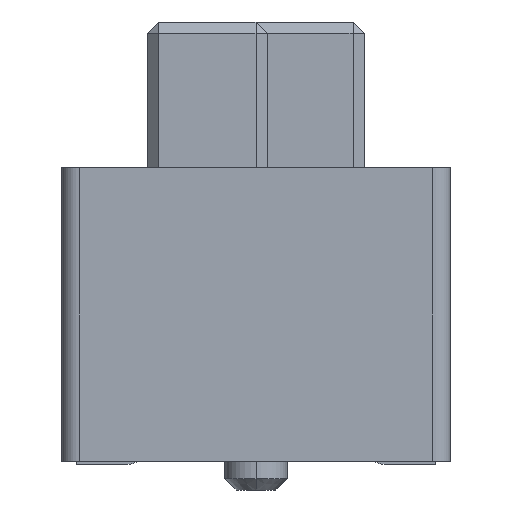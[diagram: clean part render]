
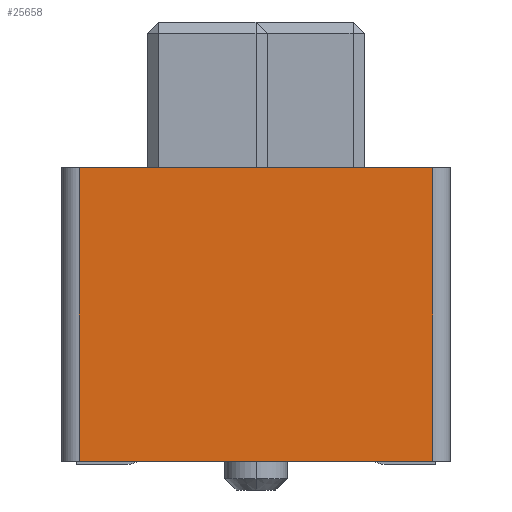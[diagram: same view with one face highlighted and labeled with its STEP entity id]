
A CAD part, left-side view. The second image highlights one B-rep face of the part: STEP entity #25658.
In plain terms, the highlighted planar face has unit normal (-1, 0, 0).
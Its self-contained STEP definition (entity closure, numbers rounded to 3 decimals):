
#117 = LINE ( 'NONE', #10720, #9121 ) ;
#846 = AXIS2_PLACEMENT_3D ( 'NONE', #2910, #5860, #24383 ) ;
#883 = LINE ( 'NONE', #19595, #5612 ) ;
#932 = CARTESIAN_POINT ( 'NONE',  ( -10.9, 3.1, 5.15 ) ) ;
#1261 = EDGE_CURVE ( 'NONE', #34287, #15393, #9809, .T. ) ;
#1867 = EDGE_CURVE ( 'NONE', #15393, #13826, #117, .T. ) ;
#2910 = CARTESIAN_POINT ( 'NONE',  ( -10.9, 2.5, 7.7 ) ) ;
#3105 = DIRECTION ( 'NONE',  ( 0., 0., -1. ) ) ;
#3999 = EDGE_CURVE ( 'NONE', #13826, #26537, #883, .T. ) ;
#5612 = VECTOR ( 'NONE', #17025, 1000. ) ;
#5614 = ORIENTED_EDGE ( 'NONE', *, *, #3999, .F. ) ;
#5860 = DIRECTION ( 'NONE',  ( 1., 0., 0. ) ) ;
#6456 = EDGE_LOOP ( 'NONE', ( #33457, #8363, #25994, #5614 ) ) ;
#7597 = PLANE ( 'NONE',  #846 ) ;
#7741 = CARTESIAN_POINT ( 'NONE',  ( -10.9, -3.1, 0. ) ) ;
#8363 = ORIENTED_EDGE ( 'NONE', *, *, #1261, .F. ) ;
#9121 = VECTOR ( 'NONE', #3105, 1000. ) ;
#9809 = LINE ( 'NONE', #17470, #12966 ) ;
#9828 = FACE_OUTER_BOUND ( 'NONE', #6456, .T. ) ;
#10720 = CARTESIAN_POINT ( 'NONE',  ( -10.9, -3.1, 5.15 ) ) ;
#10884 = CARTESIAN_POINT ( 'NONE',  ( -10.9, 3.1, 5.15 ) ) ;
#11338 = VECTOR ( 'NONE', #22442, 1000. ) ;
#12966 = VECTOR ( 'NONE', #33235, 1000. ) ;
#13826 = VERTEX_POINT ( 'NONE', #7741 ) ;
#14115 = LINE ( 'NONE', #932, #11338 ) ;
#14872 = CARTESIAN_POINT ( 'NONE',  ( -10.9, -3.1, 5.15 ) ) ;
#15393 = VERTEX_POINT ( 'NONE', #14872 ) ;
#17025 = DIRECTION ( 'NONE',  ( 0., 1., 0. ) ) ;
#17470 = CARTESIAN_POINT ( 'NONE',  ( -10.9, 3.1, 5.15 ) ) ;
#19514 = CARTESIAN_POINT ( 'NONE',  ( -10.9, 3.1, 0. ) ) ;
#19595 = CARTESIAN_POINT ( 'NONE',  ( -10.9, 2.5, 0. ) ) ;
#21616 = EDGE_CURVE ( 'NONE', #34287, #26537, #14115, .T. ) ;
#22442 = DIRECTION ( 'NONE',  ( 0., 0., -1. ) ) ;
#24383 = DIRECTION ( 'NONE',  ( 0., 0., -1. ) ) ;
#25658 = ADVANCED_FACE ( 'NONE', ( #9828 ), #7597, .F. ) ;
#25994 = ORIENTED_EDGE ( 'NONE', *, *, #21616, .T. ) ;
#26537 = VERTEX_POINT ( 'NONE', #19514 ) ;
#33235 = DIRECTION ( 'NONE',  ( 0., -1., 0. ) ) ;
#33457 = ORIENTED_EDGE ( 'NONE', *, *, #1867, .F. ) ;
#34287 = VERTEX_POINT ( 'NONE', #10884 ) ;
